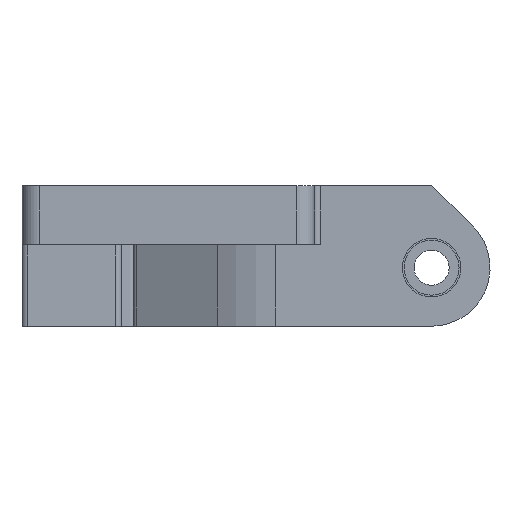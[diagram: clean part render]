
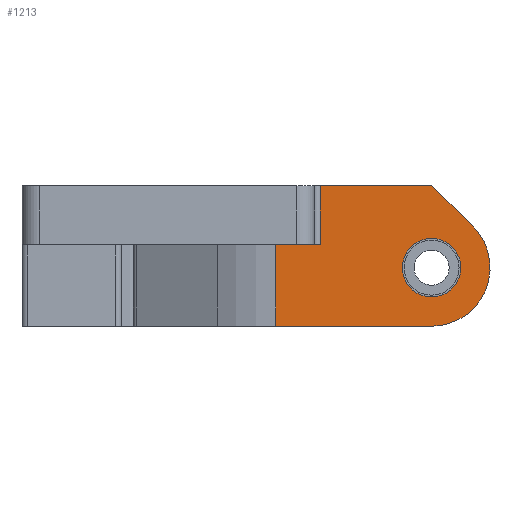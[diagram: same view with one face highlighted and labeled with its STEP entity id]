
A CAD part, front view. The second image highlights one B-rep face of the part: STEP entity #1213.
In plain terms, the highlighted planar face has unit normal (0, -1, 0).
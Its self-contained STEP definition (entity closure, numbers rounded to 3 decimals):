
#44=FACE_BOUND('',#230,.T.);
#74=PLANE('',#1352);
#135=FACE_OUTER_BOUND('',#229,.T.);
#229=EDGE_LOOP('',(#992,#993,#994,#995,#996,#997,#998));
#230=EDGE_LOOP('',(#999));
#254=LINE('',#1754,#338);
#280=LINE('',#1844,#364);
#314=LINE('',#1966,#398);
#321=LINE('',#2024,#405);
#324=LINE('',#2033,#408);
#325=LINE('',#2034,#409);
#338=VECTOR('',#1392,10.);
#364=VECTOR('',#1472,10.);
#398=VECTOR('',#1600,10.);
#405=VECTOR('',#1675,10.);
#408=VECTOR('',#1688,10.);
#409=VECTOR('',#1689,10.);
#470=CIRCLE('',#1328,2.5);
#479=CIRCLE('',#1350,5.);
#494=VERTEX_POINT('',#1750);
#496=VERTEX_POINT('',#1753);
#533=VERTEX_POINT('',#1843);
#573=VERTEX_POINT('',#1963);
#574=VERTEX_POINT('',#1965);
#582=VERTEX_POINT('',#1994);
#591=VERTEX_POINT('',#2023);
#592=VERTEX_POINT('',#2032);
#608=EDGE_CURVE('',#496,#494,#254,.T.);
#652=EDGE_CURVE('',#533,#496,#280,.T.);
#712=EDGE_CURVE('',#574,#573,#314,.T.);
#726=EDGE_CURVE('',#582,#582,#470,.T.);
#735=EDGE_CURVE('',#533,#591,#321,.T.);
#738=EDGE_CURVE('',#591,#573,#479,.T.);
#739=EDGE_CURVE('',#494,#592,#324,.T.);
#740=EDGE_CURVE('',#592,#574,#325,.T.);
#992=ORIENTED_EDGE('',*,*,#608,.T.);
#993=ORIENTED_EDGE('',*,*,#739,.T.);
#994=ORIENTED_EDGE('',*,*,#740,.T.);
#995=ORIENTED_EDGE('',*,*,#712,.T.);
#996=ORIENTED_EDGE('',*,*,#738,.F.);
#997=ORIENTED_EDGE('',*,*,#735,.F.);
#998=ORIENTED_EDGE('',*,*,#652,.T.);
#999=ORIENTED_EDGE('',*,*,#726,.F.);
#1213=ADVANCED_FACE('',(#135,#44),#74,.F.);
#1328=AXIS2_PLACEMENT_3D('',#1995,#1635,#1636);
#1350=AXIS2_PLACEMENT_3D('',#2029,#1682,#1683);
#1352=AXIS2_PLACEMENT_3D('',#2031,#1686,#1687);
#1392=DIRECTION('',(0.,0.,-1.));
#1472=DIRECTION('',(-1.,0.,0.));
#1600=DIRECTION('',(1.,0.,0.));
#1635=DIRECTION('center_axis',(0.,-1.,0.));
#1636=DIRECTION('ref_axis',(1.,0.,0.));
#1675=DIRECTION('',(0.714,0.,-0.7));
#1682=DIRECTION('center_axis',(0.,1.,0.));
#1683=DIRECTION('ref_axis',(-0.7,0.,-0.714));
#1686=DIRECTION('center_axis',(0.,1.,0.));
#1687=DIRECTION('ref_axis',(1.,0.,0.));
#1688=DIRECTION('',(-1.,0.,0.));
#1689=DIRECTION('',(0.,0.,-1.));
#1750=CARTESIAN_POINT('',(13.,-16.5,-5.));
#1753=CARTESIAN_POINT('',(13.,-16.5,0.));
#1754=CARTESIAN_POINT('',(13.,-16.5,0.));
#1843=CARTESIAN_POINT('',(22.5,-16.5,0.));
#1844=CARTESIAN_POINT('',(28.,-16.5,0.));
#1963=CARTESIAN_POINT('',(22.5,-16.5,-12.));
#1965=CARTESIAN_POINT('',(9.206,-16.5,-12.));
#1966=CARTESIAN_POINT('',(28.,-16.5,-12.));
#1994=CARTESIAN_POINT('',(25.,-16.5,-7.));
#1995=CARTESIAN_POINT('Origin',(22.5,-16.5,-7.));
#2023=CARTESIAN_POINT('',(25.999,-16.5,-3.429));
#2024=CARTESIAN_POINT('',(18.425,-16.5,3.993));
#2029=CARTESIAN_POINT('Origin',(22.5,-16.5,-7.));
#2031=CARTESIAN_POINT('Origin',(6.526,-16.5,0.));
#2032=CARTESIAN_POINT('',(9.206,-16.5,-5.));
#2033=CARTESIAN_POINT('',(3.263,-16.5,-5.));
#2034=CARTESIAN_POINT('',(9.206,-16.5,0.));
